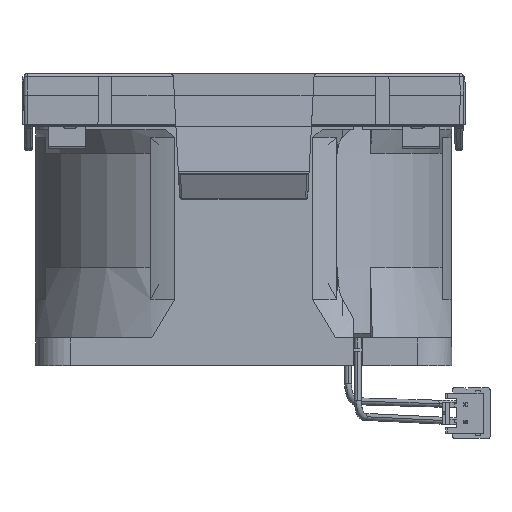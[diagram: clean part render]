
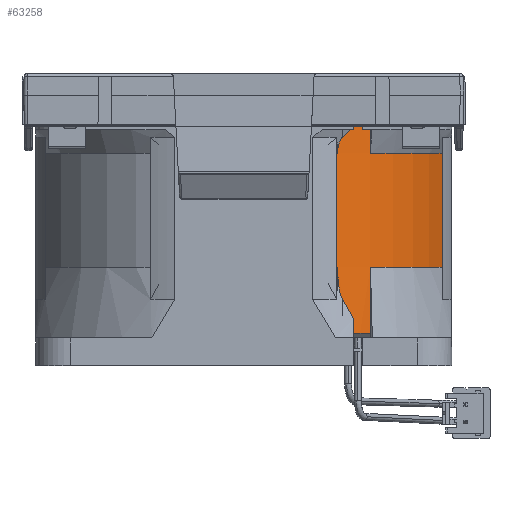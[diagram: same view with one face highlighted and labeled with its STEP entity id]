
A CAD part, left-side view. The second image highlights one B-rep face of the part: STEP entity #63258.
In plain terms, the highlighted cylindrical face has radius 30.6 mm (diameter 61.2 mm), a partial arc.
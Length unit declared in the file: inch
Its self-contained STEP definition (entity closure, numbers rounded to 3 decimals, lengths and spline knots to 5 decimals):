
#518 = CIRCLE ( 'NONE', #169077, 1.20472 ) ;
#998 = CARTESIAN_POINT ( 'NONE',  ( -2.33721, -0.53345, -0.13123 ) ) ;
#2522 = CIRCLE ( 'NONE', #148300, 1.20472 ) ;
#2628 = EDGE_CURVE ( 'NONE', #90745, #127521, #19207, .T. ) ;
#3777 = CARTESIAN_POINT ( 'NONE',  ( -1.25703, 0., -0.97591 ) ) ;
#6693 = CARTESIAN_POINT ( 'NONE',  ( -2.22336, -0.71942, -0.33112 ) ) ;
#10431 = CARTESIAN_POINT ( 'NONE',  ( -1.68543, -1.12598, -0.33112 ) ) ;
#11196 = AXIS2_PLACEMENT_3D ( 'NONE', #64804, #165767, #95167 ) ;
#12357 = CARTESIAN_POINT ( 'NONE',  ( -2.33721, -0.53345, -0.97591 ) ) ;
#13465 = CARTESIAN_POINT ( 'NONE',  ( -1.25703, 0., -0.13123 ) ) ;
#15040 = ORIENTED_EDGE ( 'NONE', *, *, #151844, .F. ) ;
#18027 = ORIENTED_EDGE ( 'NONE', *, *, #121935, .F. ) ;
#18939 = DIRECTION ( 'NONE',  ( 0., 0., 1. ) ) ;
#19150 = AXIS2_PLACEMENT_3D ( 'NONE', #13465, #111797, #27967 ) ;
#19207 = CIRCLE ( 'NONE', #54759, 1.20472 ) ;
#19639 = CIRCLE ( 'NONE', #131670, 1.20472 ) ;
#19730 = ORIENTED_EDGE ( 'NONE', *, *, #134001, .T. ) ;
#22385 = CARTESIAN_POINT ( 'NONE',  ( -2.22336, -0.71942, -0.97591 ) ) ;
#23029 = DIRECTION ( 'NONE',  ( 0., 0., -1. ) ) ;
#25573 = LINE ( 'NONE', #152920, #30072 ) ;
#27162 = DIRECTION ( 'NONE',  ( 0., 0., -1. ) ) ;
#27967 = DIRECTION ( 'NONE',  ( 1., 0., 0. ) ) ;
#28410 = DIRECTION ( 'NONE',  ( 0., -1., 0. ) ) ;
#30072 = VECTOR ( 'NONE', #23029, 39.37008 ) ;
#32061 = DIRECTION ( 'NONE',  ( 0., 1., 0. ) ) ;
#32956 = DIRECTION ( 'NONE',  ( 0., 0., -1. ) ) ;
#40453 = DIRECTION ( 'NONE',  ( 0., 0., 1. ) ) ;
#41202 = CARTESIAN_POINT ( 'NONE',  ( -1.25703, 0., -1.35171 ) ) ;
#44076 = CARTESIAN_POINT ( 'NONE',  ( -2.22336, -0.71942, -0.13123 ) ) ;
#45711 = EDGE_CURVE ( 'NONE', #127521, #175328, #56989, .T. ) ;
#51918 = ORIENTED_EDGE ( 'NONE', *, *, #180478, .F. ) ;
#54411 = DIRECTION ( 'NONE',  ( 0., 0., -1. ) ) ;
#54759 = AXIS2_PLACEMENT_3D ( 'NONE', #76969, #32956, #133759 ) ;
#56792 = VERTEX_POINT ( 'NONE', #44076 ) ;
#56989 = LINE ( 'NONE', #116967, #151624 ) ;
#57770 = DIRECTION ( 'NONE',  ( 0., 0., 1. ) ) ;
#63258 = ADVANCED_FACE ( 'NONE', ( #98824 ), #64842, .T. ) ;
#64804 = CARTESIAN_POINT ( 'NONE',  ( -1.25703, 0., -0.33112 ) ) ;
#64842 = CYLINDRICAL_SURFACE ( 'NONE', #19150, 1.20472 ) ;
#68628 = VERTEX_POINT ( 'NONE', #117367 ) ;
#69691 = CARTESIAN_POINT ( 'NONE',  ( -1.25703, 0., -0.33112 ) ) ;
#71741 = ORIENTED_EDGE ( 'NONE', *, *, #2628, .F. ) ;
#71921 = CIRCLE ( 'NONE', #98478, 1.20472 ) ;
#75540 = EDGE_LOOP ( 'NONE', ( #15040, #96127, #19730, #141461, #51918, #116985, #117985, #153169, #18027, #138091, #71741, #141477 ) ) ;
#76651 = VERTEX_POINT ( 'NONE', #6693 ) ;
#76787 = CARTESIAN_POINT ( 'NONE',  ( -2.33721, -0.53345, -0.74147 ) ) ;
#76911 = VECTOR ( 'NONE', #57770, 39.37008 ) ;
#76969 = CARTESIAN_POINT ( 'NONE',  ( -1.25703, 0., -0.97591 ) ) ;
#79902 = LINE ( 'NONE', #109213, #113782 ) ;
#87109 = VERTEX_POINT ( 'NONE', #998 ) ;
#90745 = VERTEX_POINT ( 'NONE', #168221 ) ;
#93283 = VERTEX_POINT ( 'NONE', #150017 ) ;
#95167 = DIRECTION ( 'NONE',  ( 0., 1., 0. ) ) ;
#95397 = VERTEX_POINT ( 'NONE', #164835 ) ;
#96127 = ORIENTED_EDGE ( 'NONE', *, *, #146329, .F. ) ;
#98478 = AXIS2_PLACEMENT_3D ( 'NONE', #69691, #98775, #113189 ) ;
#98710 = CARTESIAN_POINT ( 'NONE',  ( -1.68543, -1.12598, -0.74147 ) ) ;
#98775 = DIRECTION ( 'NONE',  ( 0., 0., 1. ) ) ;
#98824 = FACE_OUTER_BOUND ( 'NONE', #75540, .T. ) ;
#105579 = CARTESIAN_POINT ( 'NONE',  ( -2.38301, -0.4284, -0.33112 ) ) ;
#106256 = LINE ( 'NONE', #144758, #76911 ) ;
#109213 = CARTESIAN_POINT ( 'NONE',  ( -2.33721, -0.53345, -0.74147 ) ) ;
#111797 = DIRECTION ( 'NONE',  ( 0., 0., -1. ) ) ;
#113189 = DIRECTION ( 'NONE',  ( 0., 1., 0. ) ) ;
#113782 = VECTOR ( 'NONE', #40453, 39.37008 ) ;
#114259 = EDGE_CURVE ( 'NONE', #126094, #95397, #518, .T. ) ;
#116967 = CARTESIAN_POINT ( 'NONE',  ( -2.22336, -0.71942, -0.74147 ) ) ;
#116985 = ORIENTED_EDGE ( 'NONE', *, *, #121630, .F. ) ;
#117367 = CARTESIAN_POINT ( 'NONE',  ( -2.33721, -0.53345, -1.35171 ) ) ;
#117985 = ORIENTED_EDGE ( 'NONE', *, *, #114259, .F. ) ;
#118974 = DIRECTION ( 'NONE',  ( 0., 0., -1. ) ) ;
#121630 = EDGE_CURVE ( 'NONE', #95397, #144137, #106256, .T. ) ;
#121935 = EDGE_CURVE ( 'NONE', #175328, #68628, #2522, .T. ) ;
#126094 = VERTEX_POINT ( 'NONE', #12357 ) ;
#127345 = CARTESIAN_POINT ( 'NONE',  ( -1.25703, 0., -0.13123 ) ) ;
#127521 = VERTEX_POINT ( 'NONE', #22385 ) ;
#131670 = AXIS2_PLACEMENT_3D ( 'NONE', #127345, #27162, #28410 ) ;
#133759 = DIRECTION ( 'NONE',  ( 0., 1., 0. ) ) ;
#134001 = EDGE_CURVE ( 'NONE', #56792, #87109, #19639, .T. ) ;
#134244 = VECTOR ( 'NONE', #186802, 39.37008 ) ;
#134949 = CARTESIAN_POINT ( 'NONE',  ( -2.22336, -0.71942, -1.35171 ) ) ;
#138091 = ORIENTED_EDGE ( 'NONE', *, *, #45711, .F. ) ;
#141461 = ORIENTED_EDGE ( 'NONE', *, *, #145446, .F. ) ;
#141477 = ORIENTED_EDGE ( 'NONE', *, *, #151780, .F. ) ;
#144137 = VERTEX_POINT ( 'NONE', #105579 ) ;
#144478 = EDGE_CURVE ( 'NONE', #68628, #126094, #175749, .T. ) ;
#144758 = CARTESIAN_POINT ( 'NONE',  ( -2.38301, -0.4284, -0.74147 ) ) ;
#145446 = EDGE_CURVE ( 'NONE', #93283, #87109, #79902, .T. ) ;
#146329 = EDGE_CURVE ( 'NONE', #56792, #76651, #25573, .T. ) ;
#148300 = AXIS2_PLACEMENT_3D ( 'NONE', #41202, #54411, #171727 ) ;
#150017 = CARTESIAN_POINT ( 'NONE',  ( -2.33721, -0.53345, -0.33112 ) ) ;
#151624 = VECTOR ( 'NONE', #160582, 39.37008 ) ;
#151780 = EDGE_CURVE ( 'NONE', #175101, #90745, #159182, .T. ) ;
#151844 = EDGE_CURVE ( 'NONE', #76651, #175101, #161310, .T. ) ;
#152920 = CARTESIAN_POINT ( 'NONE',  ( -2.22336, -0.71942, -0.74147 ) ) ;
#153169 = ORIENTED_EDGE ( 'NONE', *, *, #144478, .F. ) ;
#159182 = LINE ( 'NONE', #98710, #134244 ) ;
#160582 = DIRECTION ( 'NONE',  ( 0., 0., -1. ) ) ;
#161310 = CIRCLE ( 'NONE', #11196, 1.20472 ) ;
#164835 = CARTESIAN_POINT ( 'NONE',  ( -2.38301, -0.4284, -0.97591 ) ) ;
#165767 = DIRECTION ( 'NONE',  ( 0., 0., 1. ) ) ;
#168221 = CARTESIAN_POINT ( 'NONE',  ( -1.68543, -1.12598, -0.97591 ) ) ;
#169077 = AXIS2_PLACEMENT_3D ( 'NONE', #3777, #118974, #32061 ) ;
#171727 = DIRECTION ( 'NONE',  ( 0., 1., 0. ) ) ;
#175101 = VERTEX_POINT ( 'NONE', #10431 ) ;
#175328 = VERTEX_POINT ( 'NONE', #134949 ) ;
#175749 = LINE ( 'NONE', #76787, #177889 ) ;
#177889 = VECTOR ( 'NONE', #18939, 39.37008 ) ;
#180478 = EDGE_CURVE ( 'NONE', #144137, #93283, #71921, .T. ) ;
#186802 = DIRECTION ( 'NONE',  ( 0., 0., -1. ) ) ;
